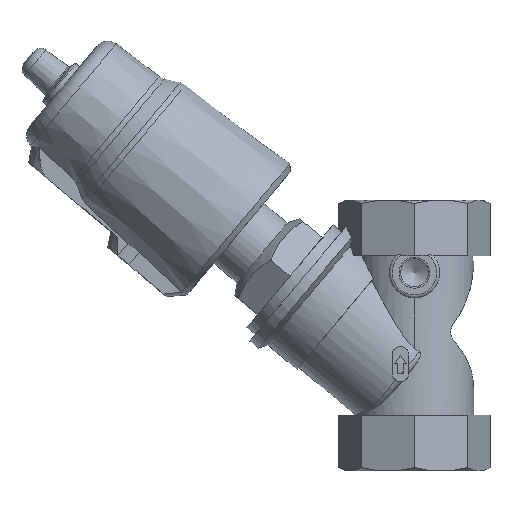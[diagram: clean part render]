
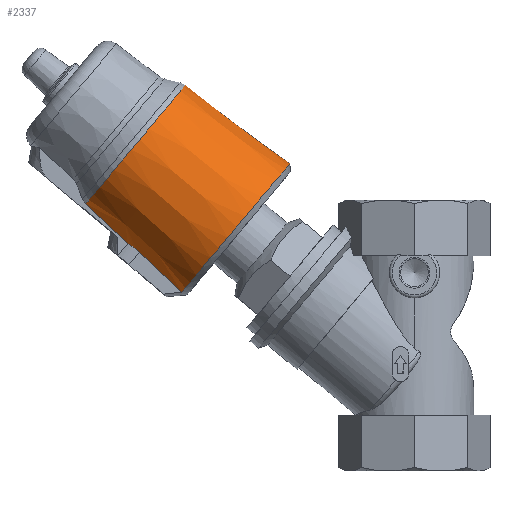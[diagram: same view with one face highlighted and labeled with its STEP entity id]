
A CAD part, left-side view. The second image highlights one B-rep face of the part: STEP entity #2337.
In plain terms, the highlighted conical face has half-angle 3 degrees and reference radius 28.445 mm.
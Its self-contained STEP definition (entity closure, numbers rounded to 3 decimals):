
#38=CONICAL_SURFACE('',#2585,28.445,0.052);
#469=B_SPLINE_CURVE_WITH_KNOTS('',3,(#3921,#3922,#3923,#3924,#3925,#3926,
#3927,#3928,#3929,#3930,#3931,#3932,#3933,#3934,#3935,#3936,#3937,#3938,
#3939,#3940,#3941,#3942,#3943,#3944,#3945,#3946,#3947,#3948,#3949,#3950,
#3951,#3952,#3953,#3954,#3955,#3956,#3957,#3958,#3959,#3960,#3961,#3962,
#3963),.UNSPECIFIED.,.F.,.F.,(4,1,1,1,1,1,1,1,1,1,1,1,1,1,1,1,1,1,1,1,1,
1,1,1,1,1,1,1,1,1,1,1,1,1,1,1,1,1,1,1,4),(0.107,0.112,
0.115,0.118,0.123,0.126,
0.129,0.131,0.134,0.137,
0.14,0.142,0.145,0.15,
0.153,0.156,0.161,0.164,
0.167,0.172,0.177,0.183,
0.188,0.194,0.199,0.205,
0.21,0.215,0.221,0.226,
0.232,0.237,0.243,0.248,
0.253,0.259,0.264,0.267,
0.27,0.275,0.28),.UNSPECIFIED.);
#483=B_SPLINE_CURVE_WITH_KNOTS('',3,(#4103,#4104,#4105,#4106),
 .UNSPECIFIED.,.F.,.F.,(4,4),(0.063,0.084),
 .UNSPECIFIED.);
#486=B_SPLINE_CURVE_WITH_KNOTS('',3,(#4120,#4121,#4122,#4123),
 .UNSPECIFIED.,.F.,.F.,(4,4),(0.063,0.084),
 .UNSPECIFIED.);
#488=B_SPLINE_CURVE_WITH_KNOTS('',3,(#4132,#4133,#4134,#4135,#4136),
 .UNSPECIFIED.,.F.,.F.,(4,1,4),(0.001,0.004,
0.007),.UNSPECIFIED.);
#490=B_SPLINE_CURVE_WITH_KNOTS('',3,(#4148,#4149,#4150,#4151),
 .UNSPECIFIED.,.F.,.F.,(4,4),(0.001,0.006),
 .UNSPECIFIED.);
#492=B_SPLINE_CURVE_WITH_KNOTS('',3,(#4164,#4165,#4166,#4167),
 .UNSPECIFIED.,.F.,.F.,(4,4),(0.001,0.022),
 .UNSPECIFIED.);
#493=B_SPLINE_CURVE_WITH_KNOTS('',3,(#4169,#4170,#4171,#4172),
 .UNSPECIFIED.,.F.,.F.,(4,4),(0.001,0.022),
 .UNSPECIFIED.);
#793=ORIENTED_EDGE('',*,*,#1398,.T.);
#794=ORIENTED_EDGE('',*,*,#1343,.T.);
#795=ORIENTED_EDGE('',*,*,#1399,.F.);
#796=ORIENTED_EDGE('',*,*,#1388,.F.);
#797=ORIENTED_EDGE('',*,*,#1385,.F.);
#798=ORIENTED_EDGE('',*,*,#1383,.T.);
#799=ORIENTED_EDGE('',*,*,#1381,.T.);
#800=ORIENTED_EDGE('',*,*,#1392,.F.);
#1343=EDGE_CURVE('',#1669,#1668,#469,.T.);
#1381=EDGE_CURVE('',#1699,#1698,#483,.T.);
#1383=EDGE_CURVE('',#1700,#1699,#1860,.T.);
#1385=EDGE_CURVE('',#1700,#1701,#486,.T.);
#1388=EDGE_CURVE('',#1701,#1703,#488,.T.);
#1392=EDGE_CURVE('',#1705,#1698,#490,.T.);
#1398=EDGE_CURVE('',#1705,#1669,#492,.T.);
#1399=EDGE_CURVE('',#1703,#1668,#493,.T.);
#1668=VERTEX_POINT('',#3920);
#1669=VERTEX_POINT('',#3964);
#1698=VERTEX_POINT('',#4102);
#1699=VERTEX_POINT('',#4107);
#1700=VERTEX_POINT('',#4114);
#1701=VERTEX_POINT('',#4124);
#1703=VERTEX_POINT('',#4137);
#1705=VERTEX_POINT('',#4146);
#1860=CIRCLE('',#2575,28.445);
#1956=EDGE_LOOP('',(#793,#794,#795,#796,#797,#798,#799,#800));
#2145=FACE_BOUND('',#1956,.T.);
#2337=ADVANCED_FACE('',(#2145),#38,.T.);
#2575=AXIS2_PLACEMENT_3D('',#4113,#2987,#2988);
#2585=AXIS2_PLACEMENT_3D('',#4173,#3012,#3013);
#2987=DIRECTION('',(0.643,-0.766,0.));
#2988=DIRECTION('',(0.766,0.643,0.));
#3012=DIRECTION('',(0.643,-0.766,0.));
#3013=DIRECTION('',(0.766,0.643,0.));
#3920=CARTESIAN_POINT('',(-64.064,83.317,10.));
#3921=CARTESIAN_POINT('',(-64.064,83.317,-10.));
#3922=CARTESIAN_POINT('',(-64.511,82.942,-11.705));
#3923=CARTESIAN_POINT('',(-65.349,82.238,-14.182));
#3924=CARTESIAN_POINT('',(-66.812,81.01,-17.301));
#3925=CARTESIAN_POINT('',(-68.455,79.632,-20.196));
#3926=CARTESIAN_POINT('',(-70.382,78.015,-22.802));
#3927=CARTESIAN_POINT('',(-72.574,76.175,-25.07));
#3928=CARTESIAN_POINT('',(-74.303,74.725,-26.554));
#3929=CARTESIAN_POINT('',(-76.123,73.197,-27.838));
#3930=CARTESIAN_POINT('',(-78.046,71.584,-28.92));
#3931=CARTESIAN_POINT('',(-80.031,69.918,-29.774));
#3932=CARTESIAN_POINT('',(-82.045,68.228,-30.391));
#3933=CARTESIAN_POINT('',(-84.094,66.509,-30.779));
#3934=CARTESIAN_POINT('',(-86.889,64.163,-30.982));
#3935=CARTESIAN_POINT('',(-89.651,61.845,-30.702));
#3936=CARTESIAN_POINT('',(-92.353,59.577,-29.959));
#3937=CARTESIAN_POINT('',(-95.035,57.327,-28.891));
#3938=CARTESIAN_POINT('',(-97.547,55.219,-27.392));
#3939=CARTESIAN_POINT('',(-99.893,53.25,-25.477));
#3940=CARTESIAN_POINT('',(-102.13,51.374,-23.268));
#3941=CARTESIAN_POINT('',(-104.577,49.32,-20.112));
#3942=CARTESIAN_POINT('',(-107.011,47.277,-15.623));
#3943=CARTESIAN_POINT('',(-108.773,45.799,-10.737));
#3944=CARTESIAN_POINT('',(-109.875,44.874,-5.442));
#3945=CARTESIAN_POINT('',(-110.241,44.567,0.007));
#3946=CARTESIAN_POINT('',(-109.876,44.874,5.433));
#3947=CARTESIAN_POINT('',(-108.774,45.798,10.733));
#3948=CARTESIAN_POINT('',(-107.013,47.276,15.619));
#3949=CARTESIAN_POINT('',(-104.58,49.318,20.108));
#3950=CARTESIAN_POINT('',(-101.64,51.785,23.901));
#3951=CARTESIAN_POINT('',(-98.17,54.696,27.024));
#3952=CARTESIAN_POINT('',(-94.411,57.851,29.263));
#3953=CARTESIAN_POINT('',(-90.329,61.276,30.637));
#3954=CARTESIAN_POINT('',(-86.208,64.734,31.05));
#3955=CARTESIAN_POINT('',(-82.016,68.252,30.507));
#3956=CARTESIAN_POINT('',(-78.035,71.593,29.042));
#3957=CARTESIAN_POINT('',(-74.244,74.774,26.649));
#3958=CARTESIAN_POINT('',(-71.455,77.114,24.015));
#3959=CARTESIAN_POINT('',(-69.417,78.824,21.499));
#3960=CARTESIAN_POINT('',(-67.587,80.36,18.798));
#3961=CARTESIAN_POINT('',(-65.646,81.989,15.048));
#3962=CARTESIAN_POINT('',(-64.51,82.942,11.704));
#3963=CARTESIAN_POINT('',(-64.064,83.317,10.));
#3964=CARTESIAN_POINT('',(-64.064,83.317,-10.));
#4102=CARTESIAN_POINT('',(-81.554,102.678,-8.5));
#4103=CARTESIAN_POINT('',(-95.675,117.747,-8.5));
#4104=CARTESIAN_POINT('',(-90.967,112.725,-8.5));
#4105=CARTESIAN_POINT('',(-86.261,107.702,-8.5));
#4106=CARTESIAN_POINT('',(-81.554,102.678,-8.5));
#4107=CARTESIAN_POINT('',(-95.675,117.747,-8.5));
#4113=CARTESIAN_POINT('',(-116.47,100.298,0.));
#4114=CARTESIAN_POINT('',(-95.675,117.747,8.5));
#4120=CARTESIAN_POINT('',(-95.675,117.747,8.5));
#4121=CARTESIAN_POINT('',(-90.967,112.725,8.5));
#4122=CARTESIAN_POINT('',(-86.261,107.702,8.5));
#4123=CARTESIAN_POINT('',(-81.554,102.678,8.5));
#4124=CARTESIAN_POINT('',(-81.554,102.678,8.5));
#4132=CARTESIAN_POINT('',(-81.554,102.678,8.5));
#4133=CARTESIAN_POINT('',(-81.131,102.014,8.984));
#4134=CARTESIAN_POINT('',(-80.149,100.596,9.742));
#4135=CARTESIAN_POINT('',(-78.963,99.195,10.));
#4136=CARTESIAN_POINT('',(-78.323,98.513,10.));
#4137=CARTESIAN_POINT('',(-78.323,98.513,10.));
#4146=CARTESIAN_POINT('',(-78.323,98.513,-10.));
#4148=CARTESIAN_POINT('',(-78.323,98.513,-10.));
#4149=CARTESIAN_POINT('',(-79.588,99.861,-10.));
#4150=CARTESIAN_POINT('',(-80.698,101.335,-9.479));
#4151=CARTESIAN_POINT('',(-81.554,102.678,-8.5));
#4164=CARTESIAN_POINT('',(-78.323,98.513,-10.));
#4165=CARTESIAN_POINT('',(-73.569,93.448,-10.));
#4166=CARTESIAN_POINT('',(-68.816,88.383,-10.));
#4167=CARTESIAN_POINT('',(-64.064,83.317,-10.));
#4169=CARTESIAN_POINT('',(-78.323,98.513,10.));
#4170=CARTESIAN_POINT('',(-73.569,93.448,10.));
#4171=CARTESIAN_POINT('',(-68.816,88.383,10.));
#4172=CARTESIAN_POINT('',(-64.064,83.317,10.));
#4173=CARTESIAN_POINT('',(-116.47,100.298,0.));
